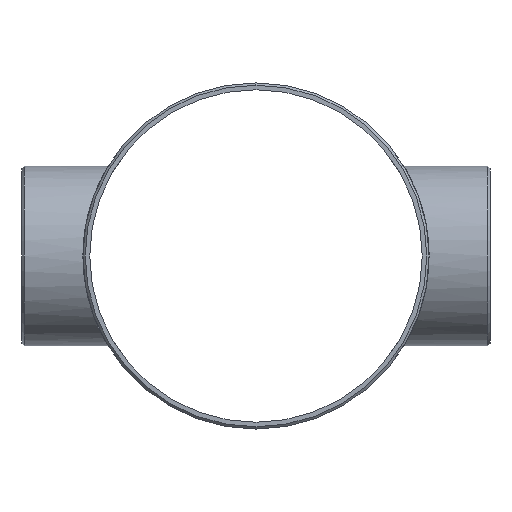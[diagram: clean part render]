
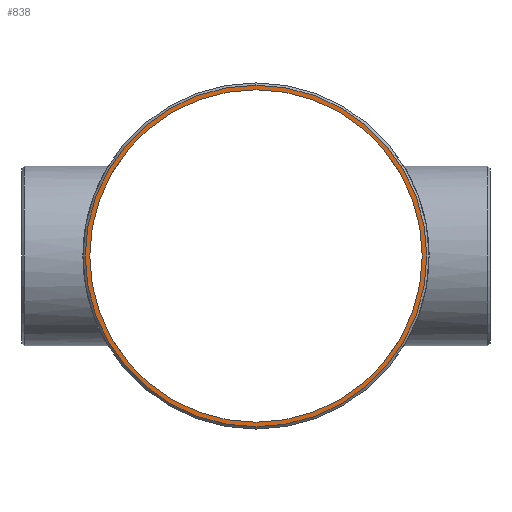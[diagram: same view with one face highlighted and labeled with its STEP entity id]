
A CAD part, left-side view. The second image highlights one B-rep face of the part: STEP entity #838.
In plain terms, the highlighted planar face has unit normal (-1, 0, 0).
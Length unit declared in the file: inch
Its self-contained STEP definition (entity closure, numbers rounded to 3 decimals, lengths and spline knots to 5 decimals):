
#12 = CARTESIAN_POINT ( 'NONE',  ( -10., 0., 0. ) ) ;
#18 = DIRECTION ( 'NONE',  ( 0., 0., 1. ) ) ;
#91 = DIRECTION ( 'NONE',  ( 0., 0., 1. ) ) ;
#96 = ORIENTED_EDGE ( 'NONE', *, *, #227, .T. ) ;
#97 = CARTESIAN_POINT ( 'NONE',  ( -10., 0., 0. ) ) ;
#175 = DIRECTION ( 'NONE',  ( 1., 0., 0. ) ) ;
#183 = AXIS2_PLACEMENT_3D ( 'NONE', #97, #1052, #91 ) ;
#185 = VERTEX_POINT ( 'NONE', #304 ) ;
#222 = DIRECTION ( 'NONE',  ( -1., 0., 0. ) ) ;
#227 = EDGE_CURVE ( 'NONE', #668, #185, #929, .T. ) ;
#231 = CIRCLE ( 'NONE', #1185, 6.125 ) ;
#260 = EDGE_CURVE ( 'NONE', #185, #668, #435, .T. ) ;
#277 = DIRECTION ( 'NONE',  ( 0., 0., 1. ) ) ;
#304 = CARTESIAN_POINT ( 'NONE',  ( -10., 0., -6.29167 ) ) ;
#311 = EDGE_CURVE ( 'NONE', #324, #554, #883, .T. ) ;
#324 = VERTEX_POINT ( 'NONE', #631 ) ;
#412 = DIRECTION ( 'NONE',  ( 0., 0., 1. ) ) ;
#435 = CIRCLE ( 'NONE', #1095, 6.29167 ) ;
#488 = CARTESIAN_POINT ( 'NONE',  ( -10., 0., 0. ) ) ;
#554 = VERTEX_POINT ( 'NONE', #741 ) ;
#615 = AXIS2_PLACEMENT_3D ( 'NONE', #721, #1256, #277 ) ;
#631 = CARTESIAN_POINT ( 'NONE',  ( -10., 0., 6.125 ) ) ;
#658 = ORIENTED_EDGE ( 'NONE', *, *, #664, .T. ) ;
#664 = EDGE_CURVE ( 'NONE', #554, #324, #231, .T. ) ;
#668 = VERTEX_POINT ( 'NONE', #851 ) ;
#721 = CARTESIAN_POINT ( 'NONE',  ( -10., 0., 0. ) ) ;
#741 = CARTESIAN_POINT ( 'NONE',  ( -10., 0., -6.125 ) ) ;
#759 = CARTESIAN_POINT ( 'NONE',  ( -10., 0., 0. ) ) ;
#762 = DIRECTION ( 'NONE',  ( -1., 0., 0. ) ) ;
#838 = ADVANCED_FACE ( 'NONE', ( #1225, #1152 ), #863, .T. ) ;
#851 = CARTESIAN_POINT ( 'NONE',  ( -10., 0., 6.29167 ) ) ;
#863 = PLANE ( 'NONE',  #1130 ) ;
#883 = CIRCLE ( 'NONE', #183, 6.125 ) ;
#929 = CIRCLE ( 'NONE', #615, 6.29167 ) ;
#979 = ORIENTED_EDGE ( 'NONE', *, *, #260, .T. ) ;
#982 = DIRECTION ( 'NONE',  ( 0., 0., -1. ) ) ;
#1052 = DIRECTION ( 'NONE',  ( 1., 0., 0. ) ) ;
#1095 = AXIS2_PLACEMENT_3D ( 'NONE', #759, #222, #18 ) ;
#1130 = AXIS2_PLACEMENT_3D ( 'NONE', #12, #762, #982 ) ;
#1152 = FACE_BOUND ( 'NONE', #1313, .T. ) ;
#1185 = AXIS2_PLACEMENT_3D ( 'NONE', #488, #175, #412 ) ;
#1225 = FACE_OUTER_BOUND ( 'NONE', #1356, .T. ) ;
#1256 = DIRECTION ( 'NONE',  ( -1., 0., 0. ) ) ;
#1313 = EDGE_LOOP ( 'NONE', ( #1416, #658 ) ) ;
#1356 = EDGE_LOOP ( 'NONE', ( #979, #96 ) ) ;
#1416 = ORIENTED_EDGE ( 'NONE', *, *, #311, .T. ) ;
